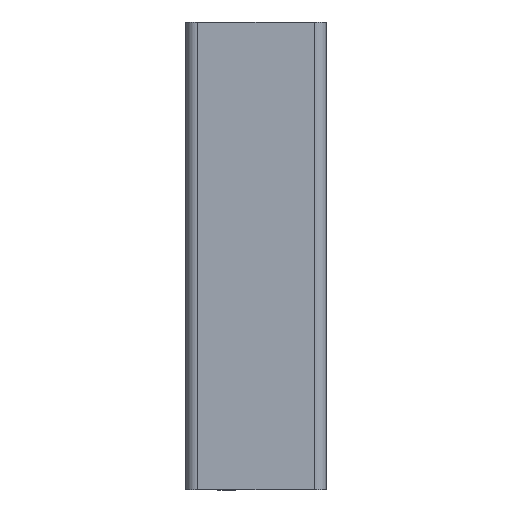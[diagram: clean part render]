
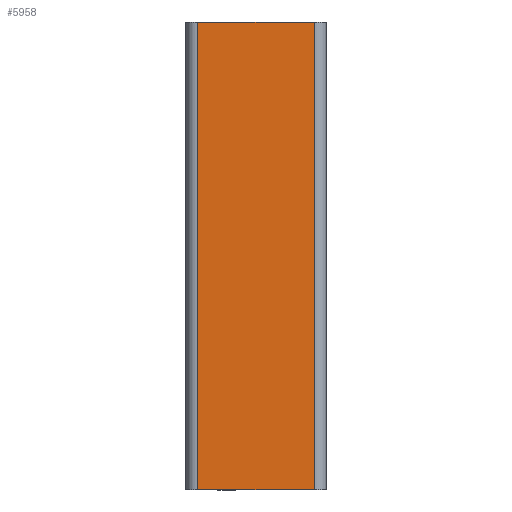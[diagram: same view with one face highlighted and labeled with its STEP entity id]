
A CAD part, left-side view. The second image highlights one B-rep face of the part: STEP entity #5958.
In plain terms, the highlighted planar face has unit normal (-1, 0, 0).
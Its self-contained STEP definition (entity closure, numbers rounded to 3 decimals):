
#144 = VECTOR ( 'NONE', #2772, 1000. ) ;
#192 = DIRECTION ( 'NONE',  ( 0., 1., 0. ) ) ;
#232 = EDGE_CURVE ( 'NONE', #7133, #5314, #6317, .T. ) ;
#512 = LINE ( 'NONE', #692, #2344 ) ;
#692 = CARTESIAN_POINT ( 'NONE',  ( 6335.995, 1849.768, 100. ) ) ;
#898 = EDGE_CURVE ( 'NONE', #8239, #7133, #512, .T. ) ;
#926 = ORIENTED_EDGE ( 'NONE', *, *, #898, .F. ) ;
#1291 = ORIENTED_EDGE ( 'NONE', *, *, #6824, .T. ) ;
#1752 = CARTESIAN_POINT ( 'NONE',  ( 6335.995, 1849.768, 100. ) ) ;
#1863 = VECTOR ( 'NONE', #3611, 1000. ) ;
#2344 = VECTOR ( 'NONE', #3771, 1000. ) ;
#2466 = AXIS2_PLACEMENT_3D ( 'NONE', #9461, #4826, #192 ) ;
#2516 = PLANE ( 'NONE',  #2466 ) ;
#2613 = EDGE_CURVE ( 'NONE', #3749, #8239, #4856, .T. ) ;
#2701 = CARTESIAN_POINT ( 'NONE',  ( 6335.995, 1824.768, 100. ) ) ;
#2772 = DIRECTION ( 'NONE',  ( 0., 0., -1. ) ) ;
#3611 = DIRECTION ( 'NONE',  ( 0., -1., 0. ) ) ;
#3663 = CARTESIAN_POINT ( 'NONE',  ( 6335.995, 1824.768, 0. ) ) ;
#3749 = VERTEX_POINT ( 'NONE', #9191 ) ;
#3771 = DIRECTION ( 'NONE',  ( 0., -1., 0. ) ) ;
#3957 = CARTESIAN_POINT ( 'NONE',  ( 6335.995, 1849.768, 100. ) ) ;
#4740 = DIRECTION ( 'NONE',  ( 0., 0., 1. ) ) ;
#4826 = DIRECTION ( 'NONE',  ( 1., 0., 0. ) ) ;
#4856 = LINE ( 'NONE', #3957, #8741 ) ;
#5138 = ORIENTED_EDGE ( 'NONE', *, *, #2613, .F. ) ;
#5314 = VERTEX_POINT ( 'NONE', #3663 ) ;
#5958 = ADVANCED_FACE ( 'NONE', ( #9360 ), #2516, .F. ) ;
#6317 = LINE ( 'NONE', #2701, #144 ) ;
#6473 = CARTESIAN_POINT ( 'NONE',  ( 6335.995, 1824.768, 100. ) ) ;
#6824 = EDGE_CURVE ( 'NONE', #3749, #5314, #8028, .T. ) ;
#6959 = ORIENTED_EDGE ( 'NONE', *, *, #232, .F. ) ;
#7133 = VERTEX_POINT ( 'NONE', #6473 ) ;
#8028 = LINE ( 'NONE', #9775, #1863 ) ;
#8239 = VERTEX_POINT ( 'NONE', #1752 ) ;
#8741 = VECTOR ( 'NONE', #4740, 1000. ) ;
#8792 = EDGE_LOOP ( 'NONE', ( #6959, #926, #5138, #1291 ) ) ;
#9191 = CARTESIAN_POINT ( 'NONE',  ( 6335.995, 1849.768, 0. ) ) ;
#9360 = FACE_OUTER_BOUND ( 'NONE', #8792, .T. ) ;
#9461 = CARTESIAN_POINT ( 'NONE',  ( 6335.995, 1849.768, 100. ) ) ;
#9775 = CARTESIAN_POINT ( 'NONE',  ( 6335.995, 1849.768, 0. ) ) ;
